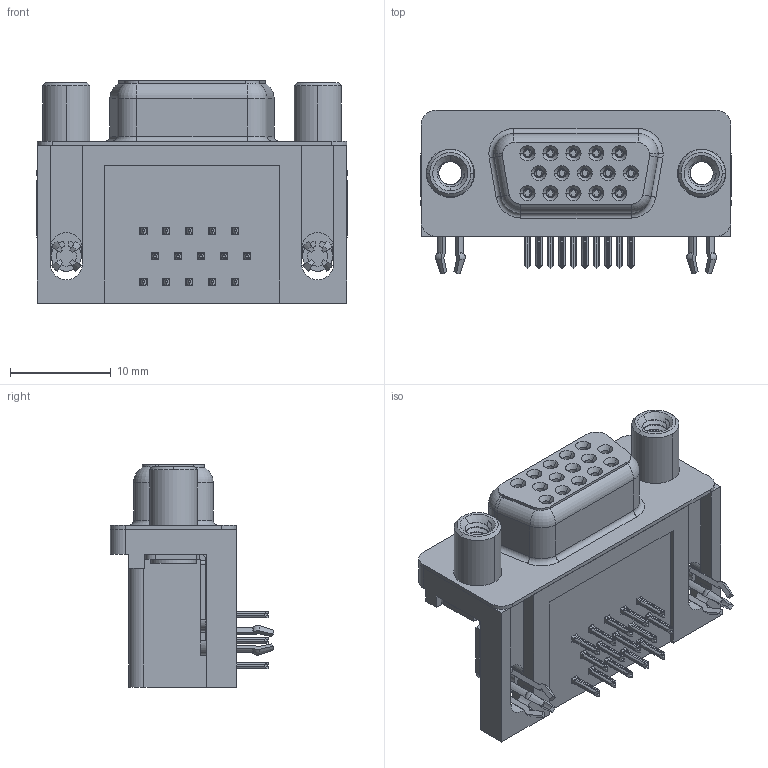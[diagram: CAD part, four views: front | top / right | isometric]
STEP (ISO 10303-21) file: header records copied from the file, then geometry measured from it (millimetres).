
FILE_DESCRIPTION (( 'STEP AP203' ), '1' );
FILE_NAME ('634-015-674-550.STEP', '2018-08-18T01:53:57', ( '' ), ( '' ), 'SwSTEP 2.0', 'SolidWorks 2016', '' );
FILE_SCHEMA (( 'CONFIG_CONTROL_DESIGN' ));
Length unit declared in the file: millimetre
Products named in the file (9): Contact Middle; Contact Top; 4 Prong Board Lock; Contact Middle_Recessed; Round Threaded Standoff; 634-015-674-550; 634 Housing; 634 Shell; Contact Bottom
Assembly tree (21 placements, depth 2):
  634-015-674-550
    634 Housing
    634 Shell
    Contact Bottom  x5
    Contact Middle  x4
    Contact Top  x5
    4 Prong Board Lock  x2
    Contact Middle_Recessed
    Round Threaded Standoff  x2
Bounding box: 30.89 x 16.25 x 22.1 mm (x, y, z)
Volume: 4652.9 mm3; surface area: 6771.5 mm2
Topology: 21 solids, 21 shells, 2535 faces, 6722 edges, 4244 vertices
Faces by surface type: plane 1100, cylinder 613, bspline 536, cone 232, torus 54
Entity records: 39326 total; most frequent: CARTESIAN_POINT 14456, ORIENTED_EDGE 5252, DIRECTION 4365, EDGE_CURVE 2626, VERTEX_POINT 1674, LINE 1535, VECTOR 1535, AXIS2_PLACEMENT_3D 1415
